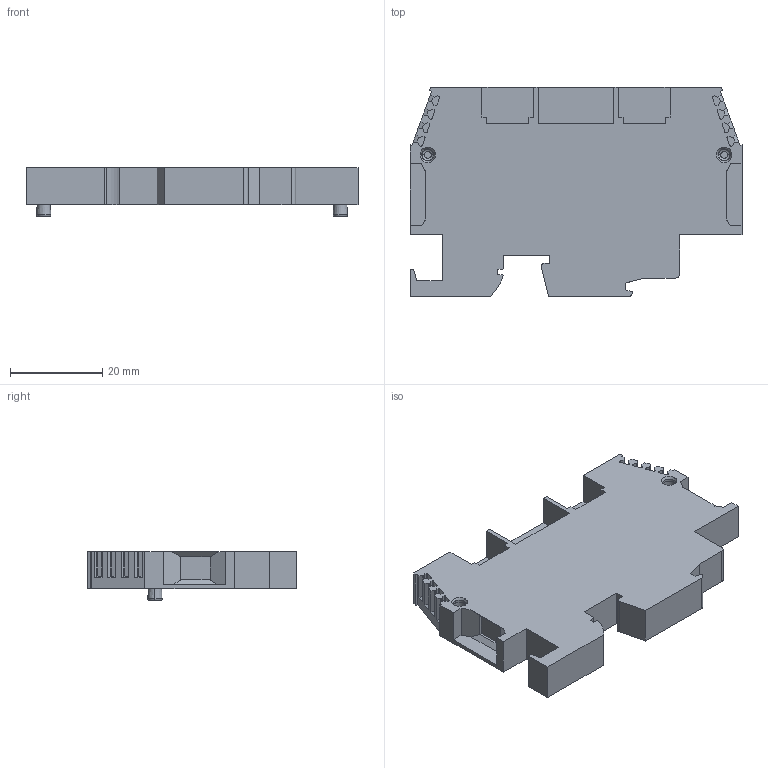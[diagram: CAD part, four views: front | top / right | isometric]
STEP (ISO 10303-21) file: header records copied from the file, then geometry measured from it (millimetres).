
FILE_DESCRIPTION(('FreeCAD Model'),'2;1');
FILE_NAME('17367_PTK_10_LT_STB_HB_KOMBI_32.stp','2018-08-31T07:37:04',('Author'),(''), 'Open CASCADE STEP processor 7.2','FreeCAD','Unknown');
FILE_SCHEMA(('AUTOMOTIVE_DESIGN { 1 0 10303 214 1 1 1 1 }'));
Length unit declared in the file: millimetre
Products named in the file (1): 17367_PTK_10_LT_STB_HB_KOMBI_32
Bounding box: 72 x 45.5 x 10.6 mm (x, y, z)
Volume: 19533.3 mm3; surface area: 8838.1 mm2
Topology: 1 solids, 1 shells, 245 faces, 657 edges, 420 vertices
Faces by surface type: plane 176, cylinder 41, cone 16, torus 8, sphere 4
Entity records: 16201 total; most frequent: CARTESIAN_POINT 2853, DIRECTION 2549, LINE 1757, VECTOR 1757, ORIENTED_EDGE 1306, PCURVE 1306, DEFINITIONAL_REPRESENTATION 1306, EDGE_CURVE 653
